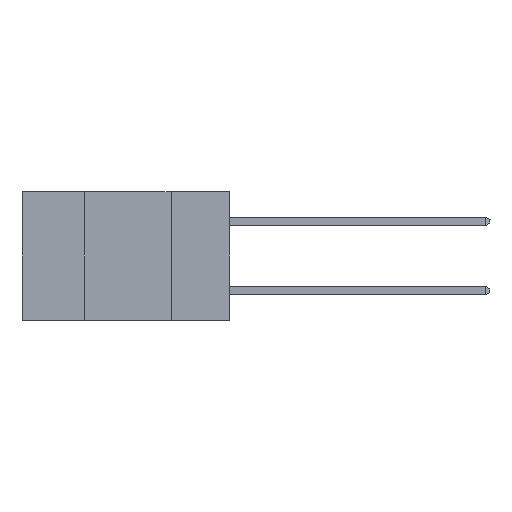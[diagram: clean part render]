
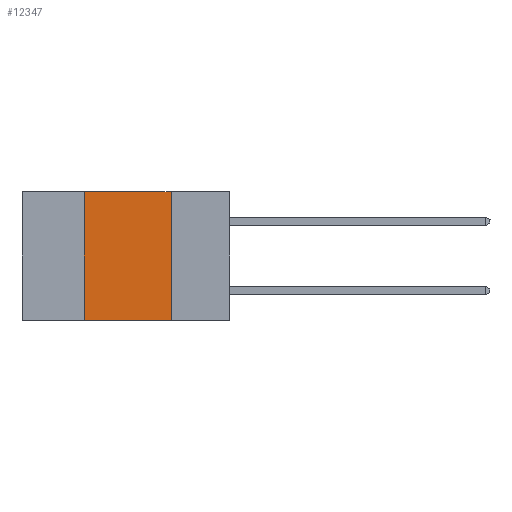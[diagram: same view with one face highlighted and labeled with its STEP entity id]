
A CAD part, left-side view. The second image highlights one B-rep face of the part: STEP entity #12347.
In plain terms, the highlighted planar face has unit normal (-1, 0, 0).
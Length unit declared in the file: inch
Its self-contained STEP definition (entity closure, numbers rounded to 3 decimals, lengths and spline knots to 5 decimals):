
#247 = ORIENTED_EDGE ( 'NONE', *, *, #13164, .F. ) ;
#280 = CARTESIAN_POINT ( 'NONE',  ( 0., 0.42, -0.37 ) ) ;
#1482 = VECTOR ( 'NONE', #3766, 39.37008 ) ;
#1666 = VERTEX_POINT ( 'NONE', #8513 ) ;
#1672 = DIRECTION ( 'NONE',  ( 1., 0., 0. ) ) ;
#3531 = LINE ( 'NONE', #280, #10916 ) ;
#3766 = DIRECTION ( 'NONE',  ( 0., -1., 0. ) ) ;
#3905 = PLANE ( 'NONE',  #13263 ) ;
#3918 = CARTESIAN_POINT ( 'NONE',  ( 0., 0.42, 0. ) ) ;
#4332 = DIRECTION ( 'NONE',  ( 0., -1., 0. ) ) ;
#4473 = ORIENTED_EDGE ( 'NONE', *, *, #12166, .T. ) ;
#4744 = DIRECTION ( 'NONE',  ( 0., 0., 1. ) ) ;
#4972 = DIRECTION ( 'NONE',  ( 0., 0., -1. ) ) ;
#5914 = EDGE_LOOP ( 'NONE', ( #247, #9182, #9285, #4473 ) ) ;
#7153 = DIRECTION ( 'NONE',  ( 0., 0., -1. ) ) ;
#7485 = VERTEX_POINT ( 'NONE', #3918 ) ;
#7582 = VECTOR ( 'NONE', #4332, 39.37008 ) ;
#8331 = CARTESIAN_POINT ( 'NONE',  ( 0., 0.17, -0.37 ) ) ;
#8513 = CARTESIAN_POINT ( 'NONE',  ( 0., 0.42, -0.37 ) ) ;
#8984 = EDGE_CURVE ( 'NONE', #7485, #12785, #13330, .T. ) ;
#9182 = ORIENTED_EDGE ( 'NONE', *, *, #8984, .F. ) ;
#9214 = LINE ( 'NONE', #8331, #13977 ) ;
#9285 = ORIENTED_EDGE ( 'NONE', *, *, #10954, .F. ) ;
#10916 = VECTOR ( 'NONE', #4744, 39.37008 ) ;
#10954 = EDGE_CURVE ( 'NONE', #1666, #7485, #3531, .T. ) ;
#10987 = CARTESIAN_POINT ( 'NONE',  ( 0., 0.17, 0. ) ) ;
#11080 = CARTESIAN_POINT ( 'NONE',  ( 0., 0.17, -0.37 ) ) ;
#11323 = CARTESIAN_POINT ( 'NONE',  ( 0., 0.6, -0.37 ) ) ;
#11608 = LINE ( 'NONE', #11323, #1482 ) ;
#12166 = EDGE_CURVE ( 'NONE', #1666, #14292, #11608, .T. ) ;
#12193 = CARTESIAN_POINT ( 'NONE',  ( 0., 0.6, 0. ) ) ;
#12347 = ADVANCED_FACE ( 'NONE', ( #13291 ), #3905, .F. ) ;
#12785 = VERTEX_POINT ( 'NONE', #10987 ) ;
#13164 = EDGE_CURVE ( 'NONE', #12785, #14292, #9214, .T. ) ;
#13263 = AXIS2_PLACEMENT_3D ( 'NONE', #14382, #1672, #4972 ) ;
#13291 = FACE_OUTER_BOUND ( 'NONE', #5914, .T. ) ;
#13330 = LINE ( 'NONE', #12193, #7582 ) ;
#13977 = VECTOR ( 'NONE', #7153, 39.37008 ) ;
#14292 = VERTEX_POINT ( 'NONE', #11080 ) ;
#14382 = CARTESIAN_POINT ( 'NONE',  ( 0., 0.6, 0. ) ) ;
